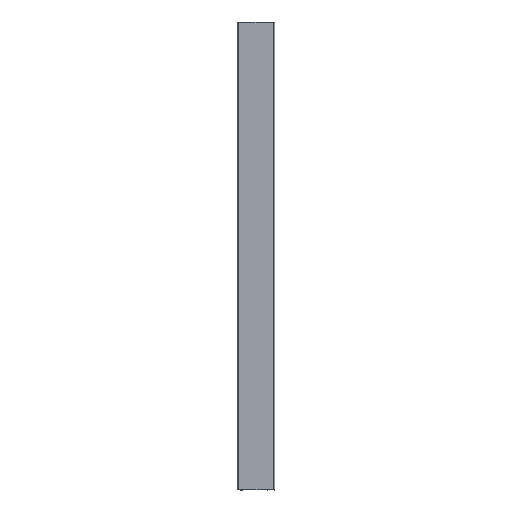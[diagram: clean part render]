
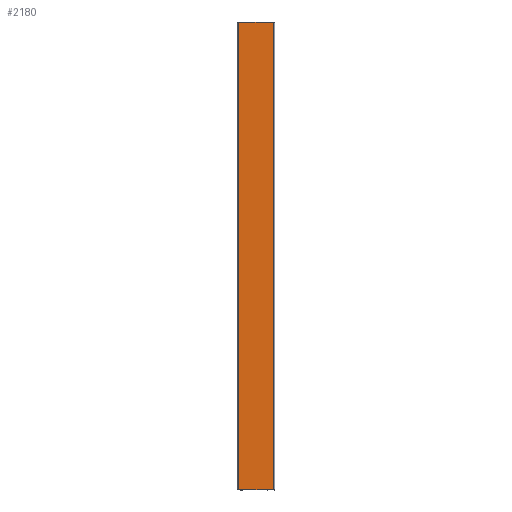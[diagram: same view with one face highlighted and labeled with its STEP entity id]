
A CAD part, front view. The second image highlights one B-rep face of the part: STEP entity #2180.
In plain terms, the highlighted planar face has unit normal (0, -1, 0).
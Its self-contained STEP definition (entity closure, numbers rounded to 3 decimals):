
#1144=ORIENTED_EDGE('',*,*,#1551,.T.);
#1145=ORIENTED_EDGE('',*,*,#1552,.F.);
#1146=ORIENTED_EDGE('',*,*,#1548,.F.);
#1147=ORIENTED_EDGE('',*,*,#1553,.T.);
#1312=VECTOR('',#1788,1.);
#1313=VECTOR('',#1795,1.);
#1314=VECTOR('',#1796,1.);
#1315=VECTOR('',#1797,1.);
#1392=LINE('',#2000,#1312);
#1393=LINE('',#2006,#1313);
#1394=LINE('',#2007,#1314);
#1395=LINE('',#2008,#1315);
#1460=VERTEX_POINT('',#1998);
#1461=VERTEX_POINT('',#1999);
#1462=VERTEX_POINT('',#2004);
#1463=VERTEX_POINT('',#2005);
#1548=EDGE_CURVE('',#1460,#1461,#1392,.T.);
#1551=EDGE_CURVE('',#1462,#1463,#1393,.T.);
#1552=EDGE_CURVE('',#1461,#1463,#1394,.T.);
#1553=EDGE_CURVE('',#1460,#1462,#1395,.T.);
#1606=EDGE_LOOP('',(#1144,#1145,#1146,#1147));
#1650=FACE_BOUND('',#1606,.T.);
#1788=DIRECTION('',(-1000.,0.,0.));
#1793=DIRECTION('',(0.,-1.,0.));
#1794=DIRECTION('',(-1.,0.,0.));
#1795=DIRECTION('',(-1000.,0.,0.));
#1796=DIRECTION('',(0.,0.,74.));
#1797=DIRECTION('',(0.,0.,74.));
#1998=CARTESIAN_POINT('',(1000.,-8.,-37.));
#1999=CARTESIAN_POINT('',(0.,-8.,-37.));
#2000=CARTESIAN_POINT('',(1000.,-8.,-37.));
#2003=CARTESIAN_POINT('',(1000.,-8.,37.));
#2004=CARTESIAN_POINT('',(1000.,-8.,37.));
#2005=CARTESIAN_POINT('',(0.,-8.,37.));
#2006=CARTESIAN_POINT('',(1000.,-8.,37.));
#2007=CARTESIAN_POINT('',(0.,-8.,-37.));
#2008=CARTESIAN_POINT('',(1000.,-8.,-37.));
#2106=AXIS2_PLACEMENT_3D('',#2003,#1793,#1794);
#2149=PLANE('',#2106);
#2180=ADVANCED_FACE('',(#1650),#2149,.T.);
